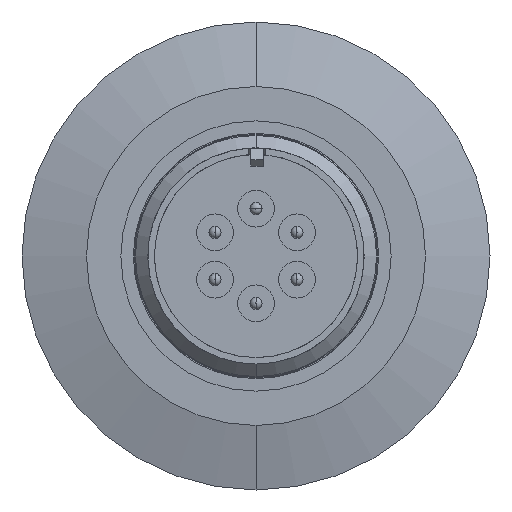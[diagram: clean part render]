
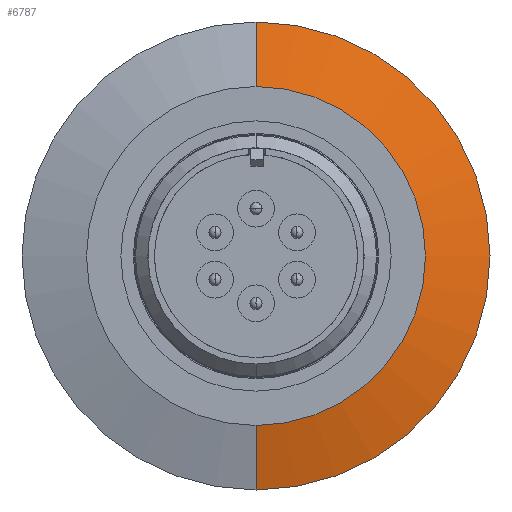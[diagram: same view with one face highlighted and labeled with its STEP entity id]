
A CAD part, front view. The second image highlights one B-rep face of the part: STEP entity #6787.
In plain terms, the highlighted conical face has half-angle 75 degrees and reference radius 27.495 mm.
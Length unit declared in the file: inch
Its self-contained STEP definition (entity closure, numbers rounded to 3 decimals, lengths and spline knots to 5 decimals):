
#181 = AXIS2_PLACEMENT_3D ( 'NONE', #3296, #3299, #3302 ) ;
#1054 = CONICAL_SURFACE ( 'NONE', #181, 1.0825, 1.309 ) ;
#1843 = VECTOR ( 'NONE', #3065, 39.37008 ) ;
#1845 = VECTOR ( 'NONE', #3075, 39.37008 ) ;
#1846 = LINE ( 'NONE', #3066, #1843 ) ;
#1849 = LINE ( 'NONE', #3072, #1845 ) ;
#1852 = CIRCLE ( 'NONE', #2731, 0.78394 ) ;
#1864 = CIRCLE ( 'NONE', #2734, 1.0825 ) ;
#2394 = VERTEX_POINT ( 'NONE', #4874 ) ;
#2397 = VERTEX_POINT ( 'NONE', #4864 ) ;
#2399 = VERTEX_POINT ( 'NONE', #4862 ) ;
#2402 = VERTEX_POINT ( 'NONE', #4859 ) ;
#2731 = AXIS2_PLACEMENT_3D ( 'NONE', #3071, #3069, #3068 ) ;
#2734 = AXIS2_PLACEMENT_3D ( 'NONE', #3092, #3091, #3090 ) ;
#2869 = EDGE_CURVE ( 'NONE', #2394, #2397, #1864, .T. ) ;
#2875 = EDGE_CURVE ( 'NONE', #2399, #2402, #1852, .T. ) ;
#2876 = EDGE_CURVE ( 'NONE', #2402, #2397, #1849, .T. ) ;
#2877 = EDGE_CURVE ( 'NONE', #2399, #2394, #1846, .T. ) ;
#3065 = DIRECTION ( 'NONE',  ( 0., 0.259, 0.966 ) ) ;
#3066 = CARTESIAN_POINT ( 'NONE',  ( 0., 1.58065, 1.0825 ) ) ;
#3068 = DIRECTION ( 'NONE',  ( 0., 0., 1. ) ) ;
#3069 = DIRECTION ( 'NONE',  ( 0., 1., 0. ) ) ;
#3071 = CARTESIAN_POINT ( 'NONE',  ( 0., 1.50065, 0. ) ) ;
#3072 = CARTESIAN_POINT ( 'NONE',  ( 0., 1.58065, -1.0825 ) ) ;
#3075 = DIRECTION ( 'NONE',  ( 0., 0.259, -0.966 ) ) ;
#3090 = DIRECTION ( 'NONE',  ( 0., 0., -1. ) ) ;
#3091 = DIRECTION ( 'NONE',  ( 0., 1., 0. ) ) ;
#3092 = CARTESIAN_POINT ( 'NONE',  ( 0., 1.58065, 0. ) ) ;
#3296 = CARTESIAN_POINT ( 'NONE',  ( 0., 1.58065, 0. ) ) ;
#3299 = DIRECTION ( 'NONE',  ( 0., 1., 0. ) ) ;
#3302 = DIRECTION ( 'NONE',  ( 0., 0., 1. ) ) ;
#4517 = FACE_OUTER_BOUND ( 'NONE', #6239, .T. ) ;
#4859 = CARTESIAN_POINT ( 'NONE',  ( 0., 1.50065, -0.78394 ) ) ;
#4862 = CARTESIAN_POINT ( 'NONE',  ( 0., 1.50065, 0.78394 ) ) ;
#4864 = CARTESIAN_POINT ( 'NONE',  ( 0., 1.58065, -1.0825 ) ) ;
#4874 = CARTESIAN_POINT ( 'NONE',  ( 0., 1.58065, 1.0825 ) ) ;
#5544 = ORIENTED_EDGE ( 'NONE', *, *, #2875, .T. ) ;
#5545 = ORIENTED_EDGE ( 'NONE', *, *, #2876, .T. ) ;
#5546 = ORIENTED_EDGE ( 'NONE', *, *, #2869, .F. ) ;
#5547 = ORIENTED_EDGE ( 'NONE', *, *, #2877, .F. ) ;
#6239 = EDGE_LOOP ( 'NONE', ( #5544, #5545, #5546, #5547 ) ) ;
#6787 = ADVANCED_FACE ( 'NONE', ( #4517 ), #1054, .T. ) ;
